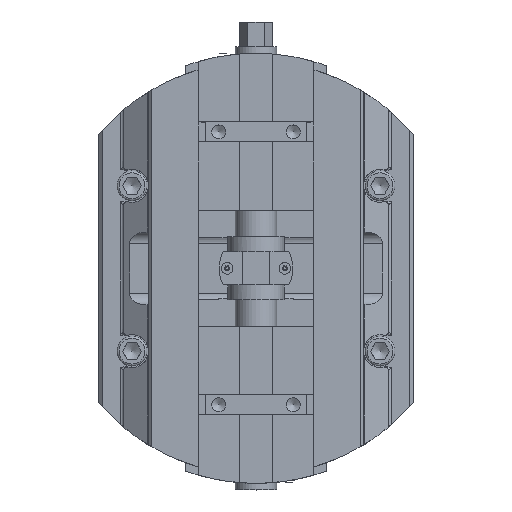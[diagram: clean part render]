
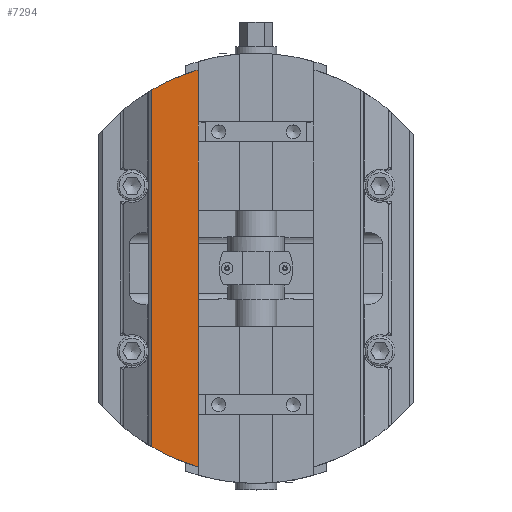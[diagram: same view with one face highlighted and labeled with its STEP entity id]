
A CAD part, top view. The second image highlights one B-rep face of the part: STEP entity #7294.
In plain terms, the highlighted planar face has unit normal (0, 0, 1).
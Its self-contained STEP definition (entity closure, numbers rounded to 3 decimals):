
#900=FACE_OUTER_BOUND('',#1325,.T.);
#1325=EDGE_LOOP('',(#5064,#5065,#5066,#5067));
#1833=LINE('',#10839,#2401);
#1834=LINE('',#10841,#2402);
#2401=VECTOR('',#8756,10.);
#2402=VECTOR('',#8757,10.);
#2931=CIRCLE('',#7869,125.);
#2947=CIRCLE('',#7893,125.);
#3247=VERTEX_POINT('',#10733);
#3248=VERTEX_POINT('',#10735);
#3282=VERTEX_POINT('',#10838);
#3283=VERTEX_POINT('',#10840);
#3961=EDGE_CURVE('',#3247,#3248,#2931,.T.);
#3996=EDGE_CURVE('',#3248,#3282,#1833,.T.);
#3997=EDGE_CURVE('',#3247,#3283,#1834,.T.);
#3998=EDGE_CURVE('',#3282,#3283,#2947,.T.);
#5064=ORIENTED_EDGE('',*,*,#3996,.F.);
#5065=ORIENTED_EDGE('',*,*,#3961,.F.);
#5066=ORIENTED_EDGE('',*,*,#3997,.T.);
#5067=ORIENTED_EDGE('',*,*,#3998,.F.);
#7047=PLANE('',#7892);
#7294=ADVANCED_FACE('',(#900),#7047,.F.);
#7869=AXIS2_PLACEMENT_3D('',#10736,#8699,#8700);
#7892=AXIS2_PLACEMENT_3D('',#10837,#8754,#8755);
#7893=AXIS2_PLACEMENT_3D('',#10842,#8758,#8759);
#8699=DIRECTION('center_axis',(0.,0.,-1.));
#8700=DIRECTION('ref_axis',(-1.,0.,0.));
#8754=DIRECTION('center_axis',(0.,0.,-1.));
#8755=DIRECTION('ref_axis',(-1.,0.,0.));
#8756=DIRECTION('',(0.,1.,0.));
#8757=DIRECTION('',(0.,1.,0.));
#8758=DIRECTION('center_axis',(0.,0.,-1.));
#8759=DIRECTION('ref_axis',(-1.,0.,0.));
#10733=CARTESIAN_POINT('',(-35.,-120.,70.));
#10735=CARTESIAN_POINT('',(-63.,-107.963,70.));
#10736=CARTESIAN_POINT('Origin',(0.,0.,70.));
#10837=CARTESIAN_POINT('Origin',(-48.374,0.,
70.));
#10838=CARTESIAN_POINT('',(-63.,107.963,70.));
#10839=CARTESIAN_POINT('',(-63.,-62.5,70.));
#10840=CARTESIAN_POINT('',(-35.,120.,70.));
#10841=CARTESIAN_POINT('',(-35.,-62.5,70.));
#10842=CARTESIAN_POINT('Origin',(0.,0.,70.));
